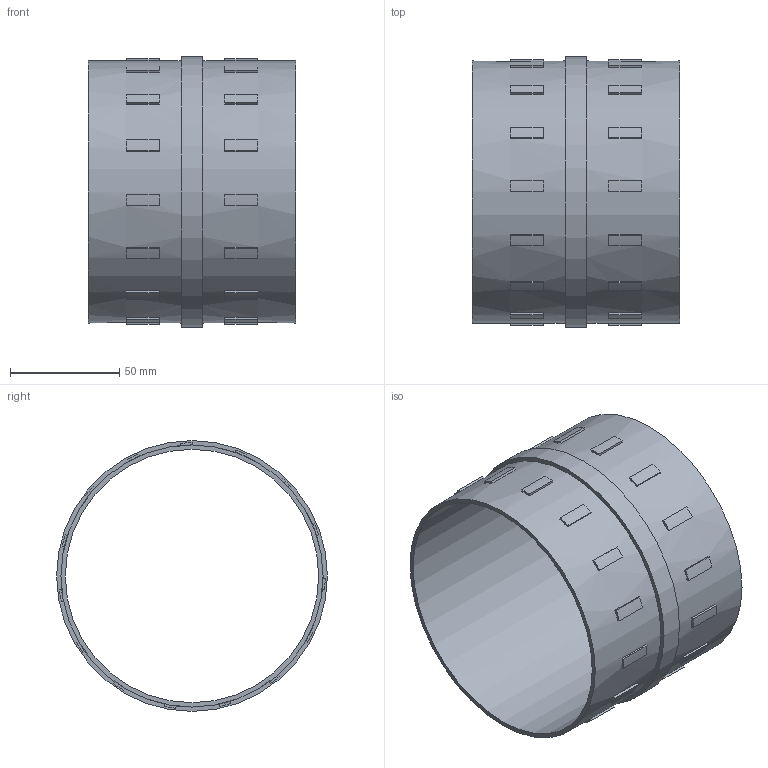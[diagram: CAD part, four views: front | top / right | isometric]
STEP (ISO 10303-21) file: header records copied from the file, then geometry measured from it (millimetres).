
FILE_DESCRIPTION(/* description */ (''),/* implementation_level */ '2;1');
FILE_NAME(/* name */ 'Roue.stp',/* time_stamp */ '2020-12-11T16:27:54+01:00',/* author */ (''),/* organization */ (''),/* preprocessor_version */ 'ST-DEVELOPER v18.1',/* originating_system */ 'Autodesk Translation Framework v9.7.1.1290',/* authorisation */ '');
FILE_SCHEMA (('AUTOMOTIVE_DESIGN { 1 0 10303 214 3 1 1 }'));
Length unit declared in the file: millimetre
Products named in the file (1): Roue
Bounding box: 95 x 124 x 124 mm (x, y, z)
Volume: 80475.8 mm3; surface area: 74832.1 mm2
Topology: 1 solids, 1 shells, 158 faces, 372 edges, 248 vertices
Faces by surface type: plane 124, cylinder 34
Full cylindrical faces by diameter (mm): 116 x1, 120 x2, 124 x1
Entity records: 4601 total; most frequent: DIRECTION 818, CARTESIAN_POINT 779, ORIENTED_EDGE 744, EDGE_CURVE 372, AXIS2_PLACEMENT_3D 287, VERTEX_POINT 248, LINE 244, VECTOR 244
